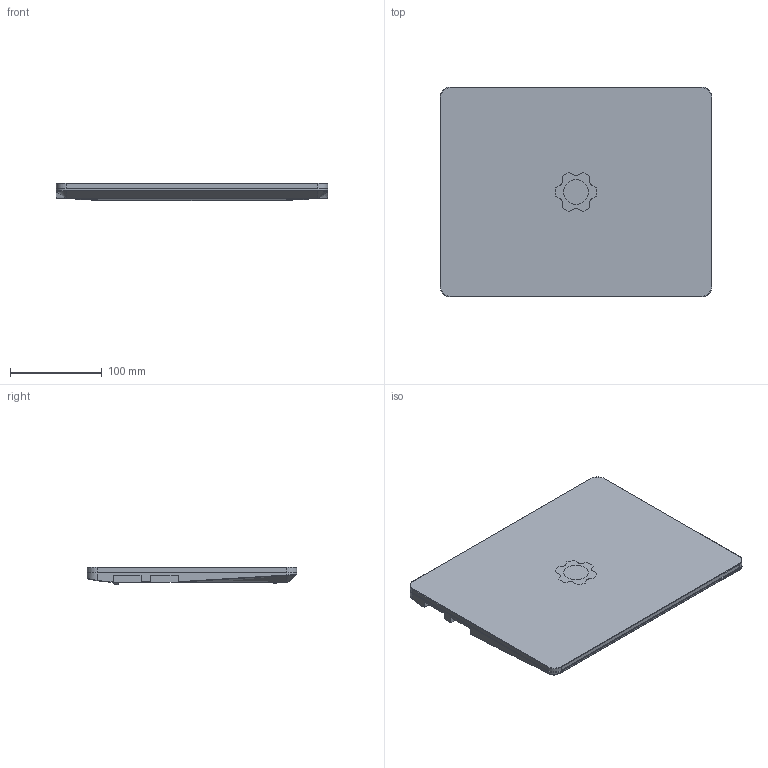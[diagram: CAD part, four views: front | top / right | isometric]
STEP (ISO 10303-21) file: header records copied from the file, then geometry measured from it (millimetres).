
FILE_DESCRIPTION(/* description */ ('STEP AP242','CAx-IF Rec.Pracs.---Representation and Presentation of Product Manufacturing Information (PMI)---4.0---2014-10-13','CAx-IF Rec.Pracs.---3D Tessellated Geometry---0.4---2014-09-14','2;1'),/* implementation_level */ '2;1');
FILE_NAME(/* name */ '660fa6d27dd7ac5a739cc98f',/* time_stamp */ '2024-04-05T07:22:59Z',/* author */ (''),/* organization */ (''),/* preprocessor_version */ 'ST-DEVELOPER v19.4',/* originating_system */ ' ',/* authorisation */ ' ');
FILE_SCHEMA (('AP242_MANAGED_MODEL_BASED_3D_ENGINEERING_MIM_LF { 1 0 10303 442 1 1 4 }'));
Length unit declared in the file: metre
Products named in the file (3): id2; id5; id8
Bounding box: 296 x 229 x 18.6 mm (x, y, z)
Volume: 1008326.2 mm3; surface area: 447708.9 mm2
Topology: 3 solids, 3 shells, 1256 faces, 3719 edges, 2467 vertices
Faces by surface type: plane 637, cylinder 593, bspline 16, torus 10
Entity records: 43084 total; most frequent: CARTESIAN_POINT 7828, ORIENTED_EDGE 7426, DIRECTION 7374, EDGE_CURVE 3713, LINE 2470, VECTOR 2470, VERTEX_POINT 2467, AXIS2_PLACEMENT_3D 2452
